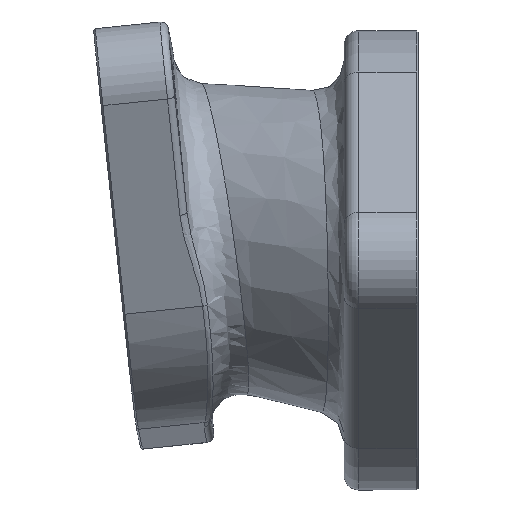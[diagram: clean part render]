
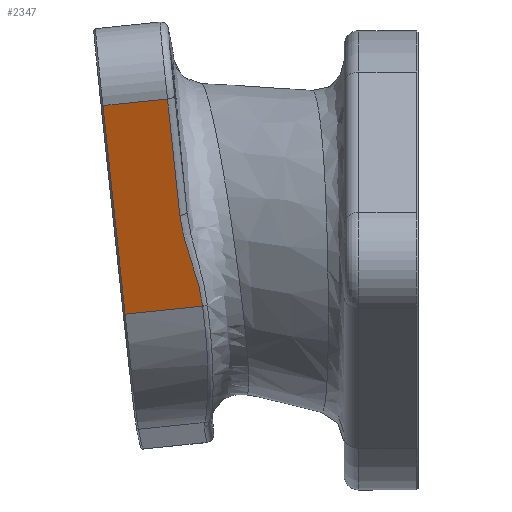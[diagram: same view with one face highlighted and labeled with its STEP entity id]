
A CAD part, left-side view. The second image highlights one B-rep face of the part: STEP entity #2347.
In plain terms, the highlighted planar face has unit normal (-0.933, -0.028, -0.36).
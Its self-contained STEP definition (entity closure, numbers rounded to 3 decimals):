
#49=PLANE('',#2549);
#177=FACE_OUTER_BOUND('',#334,.T.);
#334=EDGE_LOOP('',(#1756,#1757,#1758,#1759,#1760,#1761));
#597=B_SPLINE_CURVE_WITH_KNOTS('',3,(#4994,#4995,#4996,#4997,#4998,#4999),
 .UNSPECIFIED.,.F.,.F.,(4,1,1,4),(0.,0.774,0.967,
1.354),.UNSPECIFIED.);
#723=LINE('',#4718,#845);
#727=LINE('',#4957,#849);
#731=LINE('',#5008,#853);
#732=LINE('',#5012,#854);
#733=LINE('',#5013,#855);
#845=VECTOR('',#2861,10.);
#849=VECTOR('',#2887,10.);
#853=VECTOR('',#2895,10.);
#854=VECTOR('',#2900,10.);
#855=VECTOR('',#2901,10.);
#1037=VERTEX_POINT('',#4716);
#1038=VERTEX_POINT('',#4717);
#1047=VERTEX_POINT('',#4910);
#1050=VERTEX_POINT('',#4931);
#1053=VERTEX_POINT('',#5007);
#1054=VERTEX_POINT('',#5011);
#1300=EDGE_CURVE('',#1037,#1038,#723,.T.);
#1322=EDGE_CURVE('',#1050,#1047,#727,.T.);
#1324=EDGE_CURVE('',#1038,#1050,#597,.T.);
#1328=EDGE_CURVE('',#1047,#1053,#731,.T.);
#1330=EDGE_CURVE('',#1037,#1054,#732,.T.);
#1331=EDGE_CURVE('',#1053,#1054,#733,.T.);
#1756=ORIENTED_EDGE('',*,*,#1324,.F.);
#1757=ORIENTED_EDGE('',*,*,#1300,.F.);
#1758=ORIENTED_EDGE('',*,*,#1330,.T.);
#1759=ORIENTED_EDGE('',*,*,#1331,.F.);
#1760=ORIENTED_EDGE('',*,*,#1328,.F.);
#1761=ORIENTED_EDGE('',*,*,#1322,.F.);
#2347=ADVANCED_FACE('',(#177),#49,.T.);
#2549=AXIS2_PLACEMENT_3D('',#5010,#2898,#2899);
#2861=DIRECTION('',(0.361,-0.099,-0.927));
#2887=DIRECTION('',(0.009,0.995,-0.102));
#2895=DIRECTION('',(0.009,0.995,-0.102));
#2898=DIRECTION('center_axis',(-0.933,-0.028,-0.36));
#2899=DIRECTION('ref_axis',(-0.361,0.099,0.927));
#2900=DIRECTION('',(0.009,0.995,-0.102));
#2901=DIRECTION('',(-0.361,0.099,0.927));
#4716=CARTESIAN_POINT('',(20.127,33.817,21.76));
#4717=CARTESIAN_POINT('',(26.237,32.147,6.058));
#4718=CARTESIAN_POINT('',(35.278,29.675,-17.18));
#4910=CARTESIAN_POINT('',(31.054,29.084,-6.187));
#4931=CARTESIAN_POINT('',(31.054,29.084,-6.187));
#4957=CARTESIAN_POINT('',(31.033,26.847,-5.957));
#4994=CARTESIAN_POINT('Ctrl Pts',(26.237,32.147,6.058));
#4995=CARTESIAN_POINT('Ctrl Pts',(27.167,31.892,3.666));
#4996=CARTESIAN_POINT('Ctrl Pts',(28.307,30.894,0.791));
#4997=CARTESIAN_POINT('Ctrl Pts',(29.893,29.596,-3.217));
#4998=CARTESIAN_POINT('Ctrl Pts',(30.589,29.195,-4.989));
#4999=CARTESIAN_POINT('Ctrl Pts',(31.054,29.084,-6.187));
#5007=CARTESIAN_POINT('',(31.152,39.529,-7.259));
#5008=CARTESIAN_POINT('',(31.033,26.847,-5.957));
#5010=CARTESIAN_POINT('Origin',(31.033,26.847,-5.957));
#5011=CARTESIAN_POINT('',(20.209,42.521,20.866));
#5012=CARTESIAN_POINT('',(20.09,29.838,22.169));
#5013=CARTESIAN_POINT('',(30.998,39.572,-6.862));
